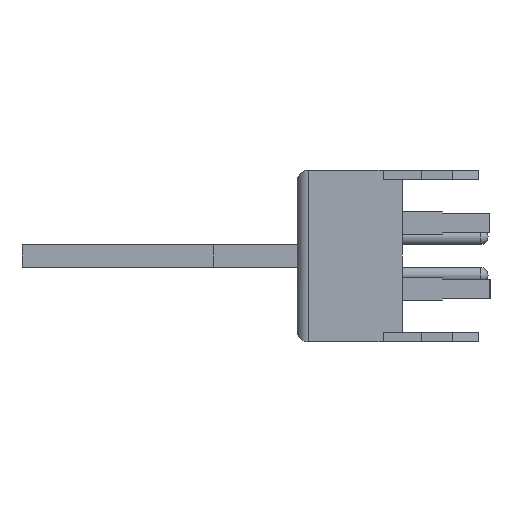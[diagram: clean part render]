
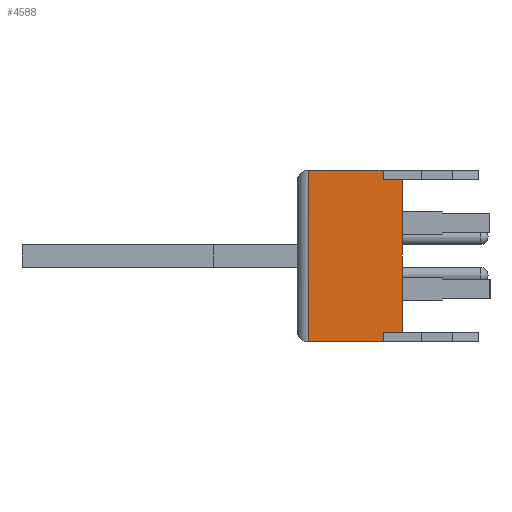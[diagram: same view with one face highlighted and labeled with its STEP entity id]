
A CAD part, left-side view. The second image highlights one B-rep face of the part: STEP entity #4588.
In plain terms, the highlighted planar face has unit normal (-1, 0, 0).
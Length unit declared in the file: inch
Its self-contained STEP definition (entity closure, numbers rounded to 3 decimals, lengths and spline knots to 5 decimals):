
#158 = ORIENTED_EDGE ( 'NONE', *, *, #437, .F. ) ;
#199 = DIRECTION ( 'NONE',  ( 0., -1., 0. ) ) ;
#226 = CARTESIAN_POINT ( 'NONE',  ( -0.59055, 0., 0.17717 ) ) ;
#279 = ORIENTED_EDGE ( 'NONE', *, *, #917, .F. ) ;
#286 = DIRECTION ( 'NONE',  ( 0., 1., 0. ) ) ;
#307 = CARTESIAN_POINT ( 'NONE',  ( -0.59055, -0.03937, 0.15748 ) ) ;
#359 = ORIENTED_EDGE ( 'NONE', *, *, #4736, .F. ) ;
#376 = EDGE_CURVE ( 'NONE', #1320, #3794, #4829, .T. ) ;
#381 = LINE ( 'NONE', #3264, #1057 ) ;
#396 = ORIENTED_EDGE ( 'NONE', *, *, #376, .T. ) ;
#437 = EDGE_CURVE ( 'NONE', #3759, #4241, #1852, .T. ) ;
#523 = DIRECTION ( 'NONE',  ( 1., 0., 0. ) ) ;
#548 = AXIS2_PLACEMENT_3D ( 'NONE', #589, #523, #3303 ) ;
#557 = VECTOR ( 'NONE', #4485, 39.37008 ) ;
#589 = CARTESIAN_POINT ( 'NONE',  ( -0.59055, 0., 0.17717 ) ) ;
#673 = EDGE_CURVE ( 'NONE', #4853, #2825, #2660, .T. ) ;
#817 = CARTESIAN_POINT ( 'NONE',  ( -0.59055, 0., -0.17717 ) ) ;
#828 = LINE ( 'NONE', #2419, #4076 ) ;
#909 = VECTOR ( 'NONE', #1846, 39.37008 ) ;
#917 = EDGE_CURVE ( 'NONE', #1320, #2860, #381, .T. ) ;
#1057 = VECTOR ( 'NONE', #2903, 39.37008 ) ;
#1070 = EDGE_CURVE ( 'NONE', #4204, #4241, #2783, .T. ) ;
#1320 = VERTEX_POINT ( 'NONE', #3821 ) ;
#1406 = CARTESIAN_POINT ( 'NONE',  ( -0.59055, 0., 0.17717 ) ) ;
#1432 = LINE ( 'NONE', #2685, #1931 ) ;
#1619 = VECTOR ( 'NONE', #199, 39.37008 ) ;
#1846 = DIRECTION ( 'NONE',  ( 0., 1., 0. ) ) ;
#1852 = LINE ( 'NONE', #226, #3136 ) ;
#1931 = VECTOR ( 'NONE', #286, 39.37008 ) ;
#1958 = EDGE_CURVE ( 'NONE', #4853, #4204, #2236, .T. ) ;
#1962 = CARTESIAN_POINT ( 'NONE',  ( -0.59055, 0., 0.15748 ) ) ;
#2011 = DIRECTION ( 'NONE',  ( 0., 0., -1. ) ) ;
#2045 = CARTESIAN_POINT ( 'NONE',  ( -0.59055, 0.15354, 0.17717 ) ) ;
#2236 = LINE ( 'NONE', #2476, #557 ) ;
#2372 = EDGE_CURVE ( 'NONE', #2860, #3759, #1432, .T. ) ;
#2419 = CARTESIAN_POINT ( 'NONE',  ( -0.59055, 0., 0.17717 ) ) ;
#2476 = CARTESIAN_POINT ( 'NONE',  ( -0.59055, 0.15354, 0.17717 ) ) ;
#2560 = EDGE_LOOP ( 'NONE', ( #4553, #4491, #3628, #158, #3163, #279, #396, #359 ) ) ;
#2660 = LINE ( 'NONE', #1406, #1619 ) ;
#2685 = CARTESIAN_POINT ( 'NONE',  ( -0.59055, -0.03937, -0.15748 ) ) ;
#2783 = LINE ( 'NONE', #4505, #3944 ) ;
#2825 = VERTEX_POINT ( 'NONE', #4463 ) ;
#2860 = VERTEX_POINT ( 'NONE', #3641 ) ;
#2878 = PLANE ( 'NONE',  #548 ) ;
#2903 = DIRECTION ( 'NONE',  ( 0., 0., -1. ) ) ;
#2921 = DIRECTION ( 'NONE',  ( 0., -1., 0. ) ) ;
#3136 = VECTOR ( 'NONE', #4943, 39.37008 ) ;
#3163 = ORIENTED_EDGE ( 'NONE', *, *, #2372, .F. ) ;
#3264 = CARTESIAN_POINT ( 'NONE',  ( -0.59055, -0.03937, 0.15748 ) ) ;
#3303 = DIRECTION ( 'NONE',  ( 0., 0., -1. ) ) ;
#3463 = FACE_OUTER_BOUND ( 'NONE', #2560, .T. ) ;
#3471 = CARTESIAN_POINT ( 'NONE',  ( -0.59055, 0., -0.15748 ) ) ;
#3628 = ORIENTED_EDGE ( 'NONE', *, *, #1070, .T. ) ;
#3641 = CARTESIAN_POINT ( 'NONE',  ( -0.59055, -0.03937, -0.15748 ) ) ;
#3759 = VERTEX_POINT ( 'NONE', #3471 ) ;
#3794 = VERTEX_POINT ( 'NONE', #1962 ) ;
#3821 = CARTESIAN_POINT ( 'NONE',  ( -0.59055, -0.03937, 0.15748 ) ) ;
#3860 = CARTESIAN_POINT ( 'NONE',  ( -0.59055, 0.15354, -0.17717 ) ) ;
#3944 = VECTOR ( 'NONE', #2921, 39.37008 ) ;
#4076 = VECTOR ( 'NONE', #2011, 39.37008 ) ;
#4204 = VERTEX_POINT ( 'NONE', #3860 ) ;
#4241 = VERTEX_POINT ( 'NONE', #817 ) ;
#4463 = CARTESIAN_POINT ( 'NONE',  ( -0.59055, 0., 0.17717 ) ) ;
#4485 = DIRECTION ( 'NONE',  ( 0., 0., -1. ) ) ;
#4491 = ORIENTED_EDGE ( 'NONE', *, *, #1958, .T. ) ;
#4505 = CARTESIAN_POINT ( 'NONE',  ( -0.59055, 0., -0.17717 ) ) ;
#4553 = ORIENTED_EDGE ( 'NONE', *, *, #673, .F. ) ;
#4588 = ADVANCED_FACE ( 'NONE', ( #3463 ), #2878, .F. ) ;
#4736 = EDGE_CURVE ( 'NONE', #2825, #3794, #828, .T. ) ;
#4829 = LINE ( 'NONE', #307, #909 ) ;
#4853 = VERTEX_POINT ( 'NONE', #2045 ) ;
#4943 = DIRECTION ( 'NONE',  ( 0., 0., -1. ) ) ;
